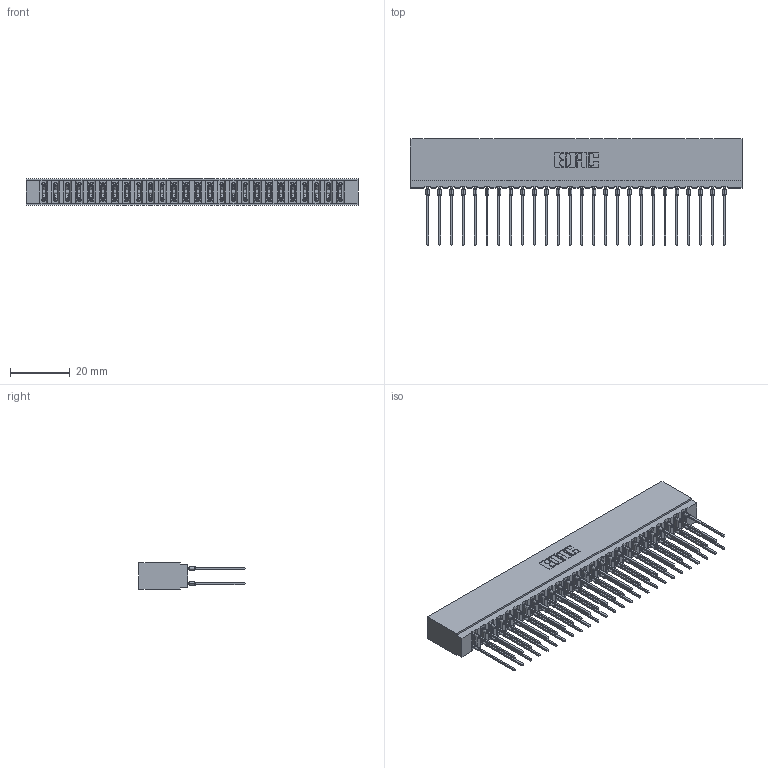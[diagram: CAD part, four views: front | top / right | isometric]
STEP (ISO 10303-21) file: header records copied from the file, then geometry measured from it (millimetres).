
FILE_DESCRIPTION (( 'STEP AP203' ), '1' );
FILE_NAME ('737-052-541-201.STEP', '2026-03-05T23:47:11', ( '' ), ( '' ), 'SwSTEP 2.0', 'SolidWorks 2023', '' );
FILE_SCHEMA (( 'CONFIG_CONTROL_DESIGN' ));
Length unit declared in the file: millimetre
Products named in the file (3): 745-292-001_541; 737-052-541-201; 737 Part_Insulator Option - 01
Assembly tree (53 placements, depth 2):
  737-052-541-201
    737 Part_Insulator Option - 01
    745-292-001_541  x52
Bounding box: 110.9 x 35.45 x 8.89 mm (x, y, z)
Volume: 11256 mm3; surface area: 17538.2 mm2
Topology: 53 solids, 53 shells, 4774 faces, 12839 edges, 8074 vertices
Faces by surface type: plane 2472, bspline 1040, cylinder 950, torus 312
Entity records: 46781 total; most frequent: CARTESIAN_POINT 8629, ORIENTED_EDGE 8032, DIRECTION 7024, EDGE_CURVE 4016, VECTOR 3678, LINE 3678, VERTEX_POINT 2566, AXIS2_PLACEMENT_3D 1673
